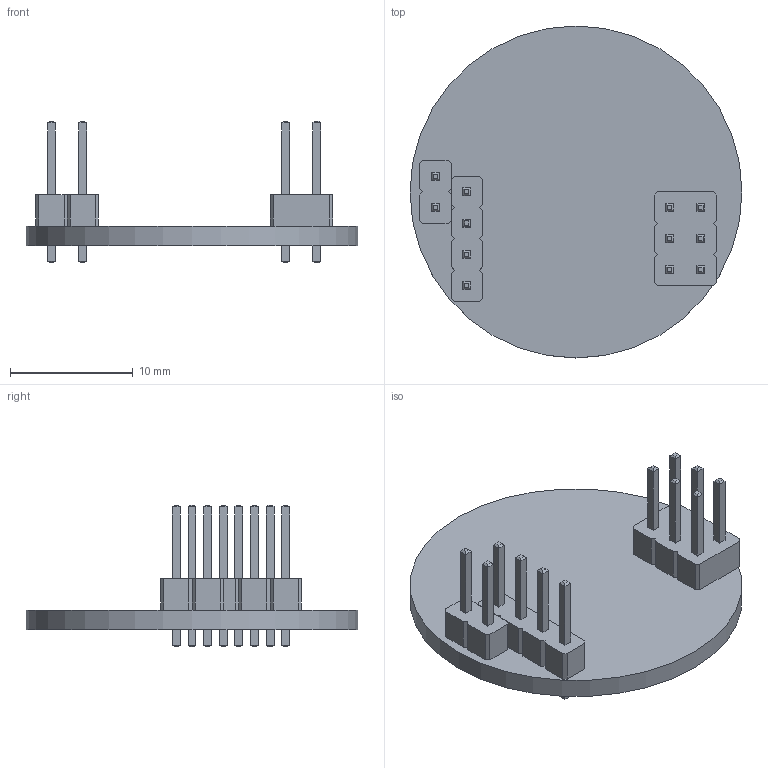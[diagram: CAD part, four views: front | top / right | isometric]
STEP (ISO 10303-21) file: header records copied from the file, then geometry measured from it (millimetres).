
FILE_DESCRIPTION(('FreeCAD Model'),'2;1');
FILE_NAME('Logger.step', '2017-12-18T20:50:06',('kicad StepUp'),('ksu MCAD'), 'Open CASCADE STEP processor 6.8','FreeCAD','Unknown');
FILE_SCHEMA(('AUTOMOTIVE_DESIGN_CC2 { 1 2 10303 214 -1 1 5 4 }'));
Length unit declared in the file: millimetre
Products named in the file (4): Pcb; Pin_Header_Straight_2x03_Pitch254mm_; Pin_Header_Straight_1x02_Pitch254mm_; Pin_Header_Straight_1x04_Pitch254mm_
Bounding box: 27 x 27 x 11.54 mm (x, y, z)
Volume: 1138.4 mm3; surface area: 1914.7 mm2
Topology: 4 solids, 4 shells, 297 faces, 699 edges, 434 vertices
Faces by surface type: plane 284, cylinder 13
Full cylindrical faces by diameter (mm): 1 x12, 27 x1
Entity records: 19468 total; most frequent: CARTESIAN_POINT 2985, DIRECTION 2693, LINE 2045, VECTOR 2045, ORIENTED_EDGE 1398, PCURVE 1398, DEFINITIONAL_REPRESENTATION 1398, EDGE_CURVE 699
